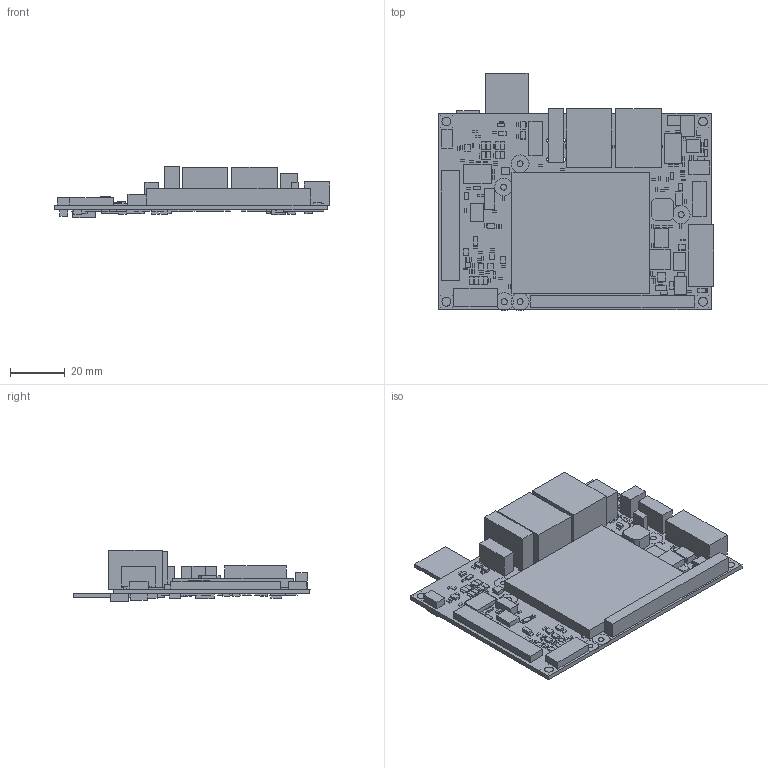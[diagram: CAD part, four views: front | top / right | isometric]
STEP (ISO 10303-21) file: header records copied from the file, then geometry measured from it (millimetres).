
FILE_DESCRIPTION(('FreeCAD Model'),'2;1');
FILE_NAME( '1405-2STEP.step', '2014-09-17T11:34:46',('FreeCAD'),('FreeCAD'), 'Open CASCADE STEP processor 6.3','FreeCAD','Unknown');
FILE_SCHEMA(('AUTOMOTIVE_DESIGN_CC2 { 1 2 10303 214 -1 1 5 4 }'));
Length unit declared in the file: millimetre
Products named in the file (308): Board_outline; C257; C261; C114; C388; C241; C240; C140; C391; C116; C122; C387; C13; C127; C394; C260; C254; C118; C137; C253; C392; C141; C252; C150; C125; C135; C123; C384; C415; C375; C262; C399; C27; C149; C417; C14; C385; C117; C4; C398 ...
Bounding box: 101 x 87 x 18.94 mm (x, y, z)
Volume: 39957.8 mm3; surface area: 34255.3 mm2
Topology: 308 solids, 308 shells, 1894 faces, 3834 edges, 2556 vertices
Faces by surface type: plane 1836, cylinder 58
Full cylindrical faces by diameter (mm): 1.2 x13, 1.4 x6, 1.5 x4, 1.7 x4, 2.2 x5, 2.6 x4, 3.2 x8
Entity records: 104318 total; most frequent: CARTESIAN_POINT 16541, DIRECTION 15310, LINE 11270, VECTOR 11270, ORIENTED_EDGE 7668, PCURVE 7668, DEFINITIONAL_REPRESENTATION 7668, EDGE_CURVE 3834
